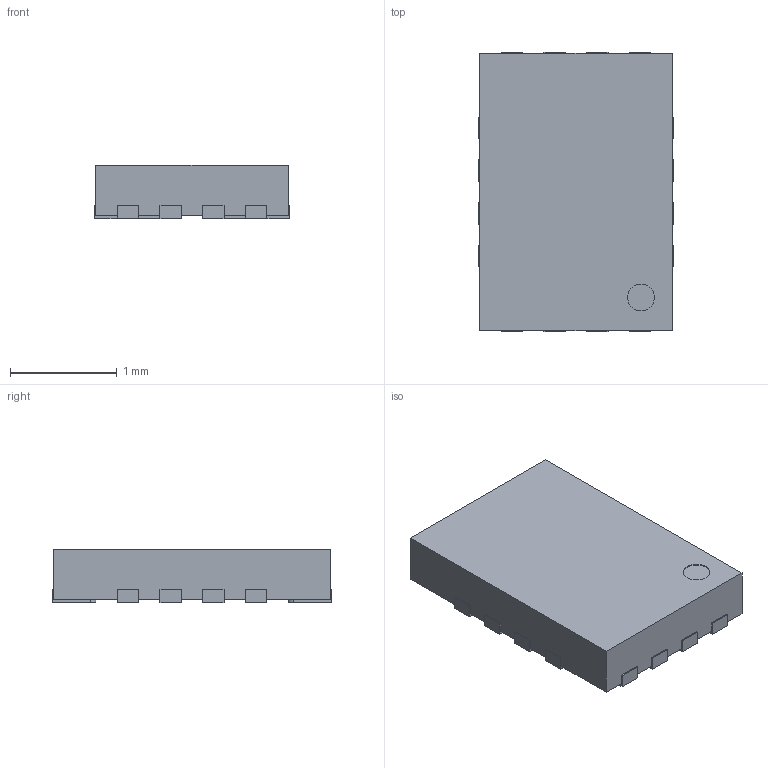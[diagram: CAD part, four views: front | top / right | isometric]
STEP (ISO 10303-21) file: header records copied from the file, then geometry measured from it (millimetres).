
FILE_DESCRIPTION(/* description */ ('Unknown'),/* implementation_level */ '2;1');
FILE_NAME(/* name */ 'NVT4858HKZ',/* time_stamp */ '2023-09-12T14:57:49+02:00',/* author */ ('Unknown'),/* organization */ ('Unknown'),/* preprocessor_version */ 'ST-DEVELOPER v18.102',/* originating_system */ 'Solid Edge',/* authorisation */ 'Unknown');
FILE_SCHEMA (('AUTOMOTIVE_DESIGN {1 0 10303 214 3 1 1}'));
Length unit declared in the file: millimetre
Products named in the file (1): NVT4858HKZ
Bounding box: 1.82 x 2.62 x 0.5 mm (x, y, z)
Volume: 2.3 mm3; surface area: 14.3 mm2
Topology: 1 solids, 1 shells, 138 faces, 405 edges, 270 vertices
Faces by surface type: plane 104, cylinder 34
Full cylindrical faces by diameter (mm): 0.252 x1
Entity records: 5542 total; most frequent: CARTESIAN_POINT 813, ORIENTED_EDGE 808, DIRECTION 750, EDGE_CURVE 404, LINE 336, VECTOR 336, VERTEX_POINT 270, AXIS2_PLACEMENT_3D 207
